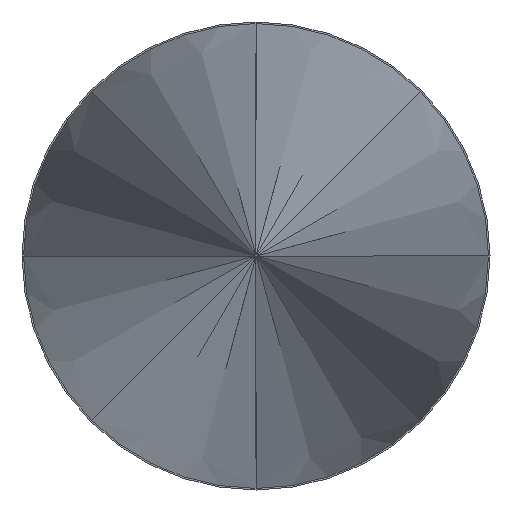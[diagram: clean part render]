
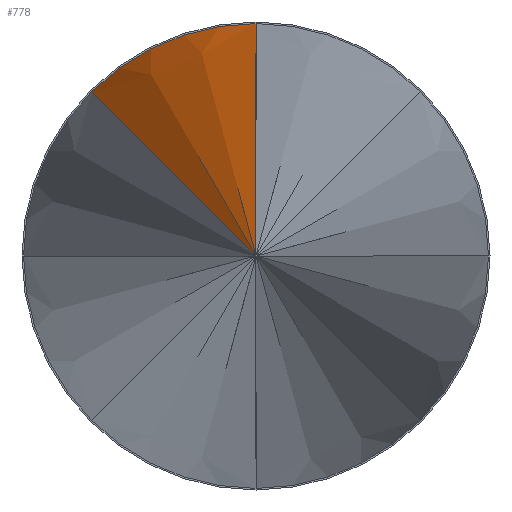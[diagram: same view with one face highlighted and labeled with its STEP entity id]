
A CAD part, left-side view. The second image highlights one B-rep face of the part: STEP entity #778.
In plain terms, the highlighted conical face has half-angle 7 degrees and reference radius 0 mm.
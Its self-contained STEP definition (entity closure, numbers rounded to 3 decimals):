
#778 = ADVANCED_FACE('',(#779),#793,.T.);
#779 = FACE_BOUND('',#780,.T.);
#780 = EDGE_LOOP('',(#781,#803,#819));
#781 = ORIENTED_EDGE('',*,*,#782,.T.);
#782 = EDGE_CURVE('',#783,#785,#787,.T.);
#783 = VERTEX_POINT('',#784);
#784 = CARTESIAN_POINT('',(-605.053,0.,0.));
#785 = VERTEX_POINT('',#786);
#786 = CARTESIAN_POINT('',(0.,0.,
    74.296));
#787 = SURFACE_CURVE('',#788,(#792),.PCURVE_S1.);
#788 = LINE('',#789,#790);
#789 = CARTESIAN_POINT('',(-605.053,0.,0.));
#790 = VECTOR('',#791,1.);
#791 = DIRECTION('',(0.993,0.,0.122)
  );
#792 = PCURVE('',#793,#798);
#793 = CONICAL_SURFACE('',#794,0.,0.122);
#794 = AXIS2_PLACEMENT_3D('',#795,#796,#797);
#795 = CARTESIAN_POINT('',(-605.053,0.,0.));
#796 = DIRECTION('',(1.,0.,0.));
#797 = DIRECTION('',(0.,0.707,0.707));
#798 = DEFINITIONAL_REPRESENTATION('',(#799),#802);
#799 = B_SPLINE_CURVE_WITH_KNOTS('',1,(#800,#801),.UNSPECIFIED.,.F.,.F.,
  (2,2),(0.,609.598),.PIECEWISE_BEZIER_KNOTS.);
#800 = CARTESIAN_POINT('',(0.785,0.));
#801 = CARTESIAN_POINT('',(0.785,605.053));
#802 = ( GEOMETRIC_REPRESENTATION_CONTEXT(2) 
PARAMETRIC_REPRESENTATION_CONTEXT() REPRESENTATION_CONTEXT('2D SPACE',''
  ) );
#803 = ORIENTED_EDGE('',*,*,#804,.F.);
#804 = EDGE_CURVE('',#805,#785,#807,.T.);
#805 = VERTEX_POINT('',#806);
#806 = CARTESIAN_POINT('',(0.,52.535,
    52.535));
#807 = SURFACE_CURVE('',#808,(#813),.PCURVE_S1.);
#808 = CIRCLE('',#809,74.296);
#809 = AXIS2_PLACEMENT_3D('',#810,#811,#812);
#810 = CARTESIAN_POINT('',(0.,0.,0.));
#811 = DIRECTION('',(1.,0.,-0.));
#812 = DIRECTION('',(0.,0.707,0.707));
#813 = PCURVE('',#793,#814);
#814 = DEFINITIONAL_REPRESENTATION('',(#815),#818);
#815 = B_SPLINE_CURVE_WITH_KNOTS('',1,(#816,#817),.UNSPECIFIED.,.F.,.F.,
  (2,2),(0.,0.785),.PIECEWISE_BEZIER_KNOTS.);
#816 = CARTESIAN_POINT('',(0.,605.053));
#817 = CARTESIAN_POINT('',(0.785,605.053));
#818 = ( GEOMETRIC_REPRESENTATION_CONTEXT(2) 
PARAMETRIC_REPRESENTATION_CONTEXT() REPRESENTATION_CONTEXT('2D SPACE',''
  ) );
#819 = ORIENTED_EDGE('',*,*,#820,.F.);
#820 = EDGE_CURVE('',#783,#805,#821,.T.);
#821 = SURFACE_CURVE('',#822,(#826),.PCURVE_S1.);
#822 = LINE('',#823,#824);
#823 = CARTESIAN_POINT('',(-605.053,0.,0.));
#824 = VECTOR('',#825,1.);
#825 = DIRECTION('',(0.993,0.086,0.086)
  );
#826 = PCURVE('',#793,#827);
#827 = DEFINITIONAL_REPRESENTATION('',(#828),#831);
#828 = B_SPLINE_CURVE_WITH_KNOTS('',1,(#829,#830),.UNSPECIFIED.,.F.,.F.,
  (2,2),(0.,609.598),.PIECEWISE_BEZIER_KNOTS.);
#829 = CARTESIAN_POINT('',(0.,0.));
#830 = CARTESIAN_POINT('',(0.,605.053));
#831 = ( GEOMETRIC_REPRESENTATION_CONTEXT(2) 
PARAMETRIC_REPRESENTATION_CONTEXT() REPRESENTATION_CONTEXT('2D SPACE',''
  ) );
